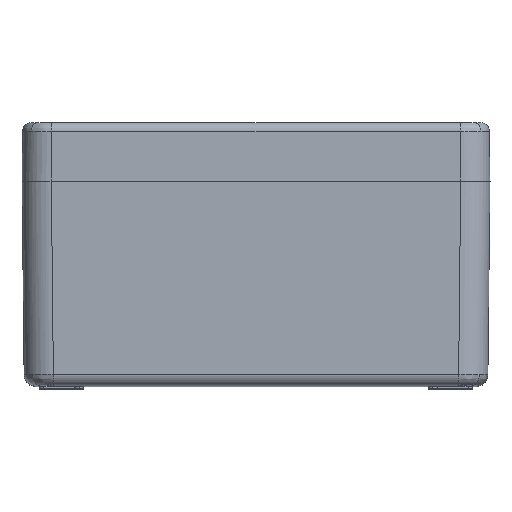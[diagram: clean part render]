
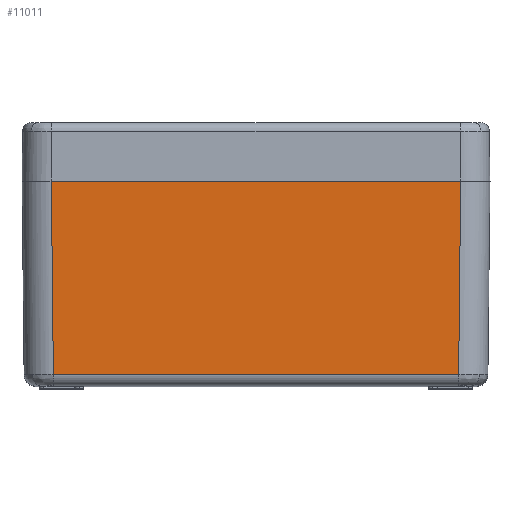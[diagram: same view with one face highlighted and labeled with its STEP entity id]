
A CAD part, top view. The second image highlights one B-rep face of the part: STEP entity #11011.
In plain terms, the highlighted planar face has unit normal (0, -0.011, 1).
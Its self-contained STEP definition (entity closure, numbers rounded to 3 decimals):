
#961=LINE('',#20349,#1521);
#1000=LINE('',#21013,#1560);
#1001=LINE('',#21014,#1561);
#1002=LINE('',#21015,#1562);
#1521=VECTOR('',#15223,1000.);
#1560=VECTOR('',#15318,1000.);
#1561=VECTOR('',#15319,1000.);
#1562=VECTOR('',#15320,1000.);
#1821=PLANE('',#12374);
#2548=FACE_OUTER_BOUND('',#3364,.T.);
#3364=EDGE_LOOP('',(#9132,#9133,#9134,#9135));
#5197=VERTEX_POINT('',#19062);
#5364=VERTEX_POINT('',#20346);
#5365=VERTEX_POINT('',#20348);
#5406=VERTEX_POINT('',#21012);
#6684=EDGE_CURVE('',#5365,#5364,#961,.T.);
#6750=EDGE_CURVE('',#5364,#5406,#1000,.T.);
#6751=EDGE_CURVE('',#5406,#5197,#1001,.T.);
#6752=EDGE_CURVE('',#5197,#5365,#1002,.T.);
#9132=ORIENTED_EDGE('',*,*,#6750,.T.);
#9133=ORIENTED_EDGE('',*,*,#6751,.T.);
#9134=ORIENTED_EDGE('',*,*,#6752,.T.);
#9135=ORIENTED_EDGE('',*,*,#6684,.T.);
#11011=ADVANCED_FACE('',(#2548),#1821,.T.);
#12374=AXIS2_PLACEMENT_3D('',#21011,#15316,#15317);
#15223=DIRECTION('',(-1.,0.,0.));
#15316=DIRECTION('center_axis',(0.,-0.01,1.));
#15317=DIRECTION('ref_axis',(0.,-1.,-0.01));
#15318=DIRECTION('',(0.01,-1.,-0.01));
#15319=DIRECTION('',(1.,0.,0.));
#15320=DIRECTION('',(0.01,1.,0.01));
#19062=CARTESIAN_POINT('',(69.283,-66.542,79.282));
#20346=CARTESIAN_POINT('',(-69.974,-0.5,79.974));
#20348=CARTESIAN_POINT('',(69.974,-0.5,79.974));
#20349=CARTESIAN_POINT('',(-80.,-0.5,79.974));
#21011=CARTESIAN_POINT('Origin',(-80.,2.,80.));
#21012=CARTESIAN_POINT('',(-69.283,-66.542,79.282));
#21013=CARTESIAN_POINT('',(-70.002,2.105,80.001));
#21014=CARTESIAN_POINT('',(69.241,-66.542,79.282));
#21015=CARTESIAN_POINT('',(69.984,0.429,79.984));
